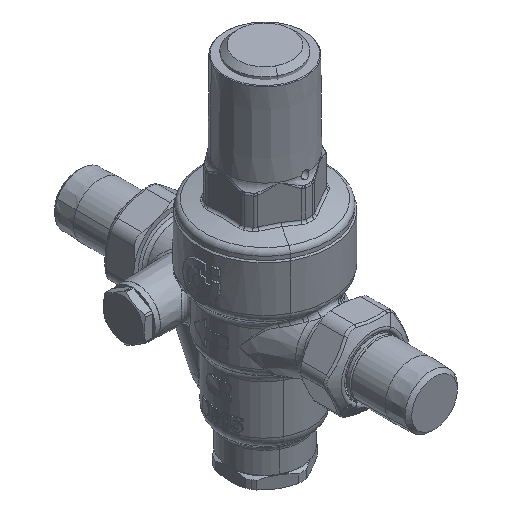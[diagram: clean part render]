
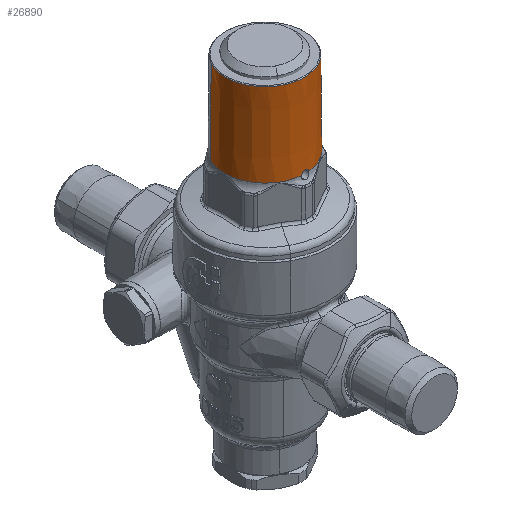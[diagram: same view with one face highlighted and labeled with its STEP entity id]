
A CAD part, isometric view. The second image highlights one B-rep face of the part: STEP entity #26890.
In plain terms, the highlighted conical face has half-angle 0.5 degrees and reference radius 15.511 mm.
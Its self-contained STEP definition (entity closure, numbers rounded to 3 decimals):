
#21922=CARTESIAN_POINT('Vertex',(13.866,-7.575,52.536)) ;
#21929=CARTESIAN_POINT('Vertex',(-13.866,7.575,52.536)) ;
#26732=CARTESIAN_POINT('Axis2P3D Location',(0.,0.,52.536)) ;
#26736=CARTESIAN_POINT('Vertex',(1.481,-15.731,52.536)) ;
#26754=CARTESIAN_POINT('Axis2P3D Location',(0.,0.,52.536)) ;
#26758=CARTESIAN_POINT('Vertex',(-1.481,-15.731,52.536)) ;
#26812=CARTESIAN_POINT('Line Origine',(17.442,-9.528,-414.298)) ;
#26816=CARTESIAN_POINT('Vertex',(13.618,-7.439,85.033)) ;
#26830=CARTESIAN_POINT('Vertex',(-13.618,7.439,85.033)) ;
#26833=CARTESIAN_POINT('Line Origine',(-17.442,9.528,-414.298)) ;
#26846=CARTESIAN_POINT('Axis2P3D Location',(0.,0.,85.683)) ;
#26851=CARTESIAN_POINT('Axis2P3D Location',(0.,0.,85.033)) ;
#26855=CARTESIAN_POINT('Vertex',(-13.618,-7.439,85.033)) ;
#26858=CARTESIAN_POINT('Axis2P3D Location',(0.,0.,85.033)) ;
#26864=CARTESIAN_POINT('Control Point',(1.481,-15.731,52.536)) ;
#26865=CARTESIAN_POINT('Control Point',(1.428,-15.733,52.875)) ;
#26866=CARTESIAN_POINT('Control Point',(1.27,-15.745,53.196)) ;
#26867=CARTESIAN_POINT('Control Point',(1.02,-15.763,53.452)) ;
#26868=CARTESIAN_POINT('Control Point',(0.719,-15.775,53.616)) ;
#26869=CARTESIAN_POINT('Vertex',(0.719,-15.775,53.616)) ;
#26873=CARTESIAN_POINT('Control Point',(0.719,-15.775,53.616)) ;
#26874=CARTESIAN_POINT('Control Point',(0.216,-15.795,53.892)) ;
#26875=CARTESIAN_POINT('Control Point',(-0.421,-15.806,53.928)) ;
#26876=CARTESIAN_POINT('Control Point',(-1.03,-15.765,53.628)) ;
#26877=CARTESIAN_POINT('Control Point',(-1.391,-15.735,53.103)) ;
#26878=CARTESIAN_POINT('Control Point',(-1.481,-15.731,52.536)) ;
#26733=DIRECTION('Axis2P3D Direction',(0.,0.,-1.)) ;
#26755=DIRECTION('Axis2P3D Direction',(0.,0.,-1.)) ;
#26813=DIRECTION('Vector Direction',(0.008,-0.004,-1.)) ;
#26834=DIRECTION('Vector Direction',(-0.008,0.004,-1.)) ;
#26847=DIRECTION('Axis2P3D Direction',(0.,0.,-1.)) ;
#26848=DIRECTION('Axis2P3D XDirection',(0.479,0.878,0.)) ;
#26852=DIRECTION('Axis2P3D Direction',(0.,0.,-1.)) ;
#26859=DIRECTION('Axis2P3D Direction',(0.,0.,-1.)) ;
#26734=AXIS2_PLACEMENT_3D('Circle Axis2P3D',#26732,#26733,$) ;
#26756=AXIS2_PLACEMENT_3D('Circle Axis2P3D',#26754,#26755,$) ;
#26849=AXIS2_PLACEMENT_3D('Cone Axis2P3D',#26846,#26847,#26848) ;
#26853=AXIS2_PLACEMENT_3D('Circle Axis2P3D',#26851,#26852,$) ;
#26860=AXIS2_PLACEMENT_3D('Circle Axis2P3D',#26858,#26859,$) ;
#26881=ORIENTED_EDGE('',*,*,#26837,.F.) ;
#26882=ORIENTED_EDGE('',*,*,#26857,.T.) ;
#26883=ORIENTED_EDGE('',*,*,#26862,.T.) ;
#26884=ORIENTED_EDGE('',*,*,#26818,.F.) ;
#26885=ORIENTED_EDGE('',*,*,#26738,.F.) ;
#26886=ORIENTED_EDGE('',*,*,#26871,.T.) ;
#26887=ORIENTED_EDGE('',*,*,#26879,.T.) ;
#26888=ORIENTED_EDGE('',*,*,#26760,.F.) ;
#26814=VECTOR('Line Direction',#26813,1.) ;
#26835=VECTOR('Line Direction',#26834,1.) ;
#26890=ADVANCED_FACE('Sheet.4',(#26889),#26850,.F.) ;
#26863=B_SPLINE_CURVE_WITH_KNOTS('',4,(#26864,#26865,#26866,#26867,#26868),.UNSPECIFIED.,.F.,.U.,(5,5),(0.,1.368),.UNSPECIFIED.) ;
#26872=B_SPLINE_CURVE_WITH_KNOTS('',5,(#26873,#26874,#26875,#26876,#26877,#26878),.UNSPECIFIED.,.F.,.U.,(6,6),(0.,2.867),.UNSPECIFIED.) ;
#26735=CIRCLE('generated circle',#26734,15.801) ;
#26757=CIRCLE('generated circle',#26756,15.801) ;
#26854=CIRCLE('generated circle',#26853,15.517) ;
#26861=CIRCLE('generated circle',#26860,15.517) ;
#26850=CONICAL_SURFACE('Cone',#26849,15.511,0.009) ;
#26738=EDGE_CURVE('',#26737,#21923,#26735,.F.) ;
#26760=EDGE_CURVE('',#21930,#26759,#26757,.F.) ;
#26818=EDGE_CURVE('',#21923,#26817,#26815,.F.) ;
#26837=EDGE_CURVE('',#26831,#21930,#26836,.T.) ;
#26857=EDGE_CURVE('',#26831,#26856,#26854,.F.) ;
#26862=EDGE_CURVE('',#26856,#26817,#26861,.F.) ;
#26871=EDGE_CURVE('',#26737,#26870,#26863,.T.) ;
#26879=EDGE_CURVE('',#26870,#26759,#26872,.T.) ;
#26880=EDGE_LOOP('',(#26881,#26882,#26883,#26884,#26885,#26886,#26887,#26888)) ;
#26889=FACE_OUTER_BOUND('',#26880,.T.) ;
#26815=LINE('Line',#26812,#26814) ;
#26836=LINE('Line',#26833,#26835) ;
#21923=VERTEX_POINT('',#21922) ;
#21930=VERTEX_POINT('',#21929) ;
#26737=VERTEX_POINT('',#26736) ;
#26759=VERTEX_POINT('',#26758) ;
#26817=VERTEX_POINT('',#26816) ;
#26831=VERTEX_POINT('',#26830) ;
#26856=VERTEX_POINT('',#26855) ;
#26870=VERTEX_POINT('',#26869) ;
